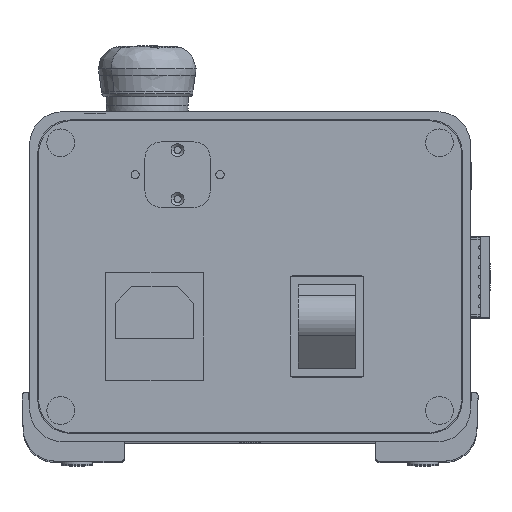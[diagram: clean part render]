
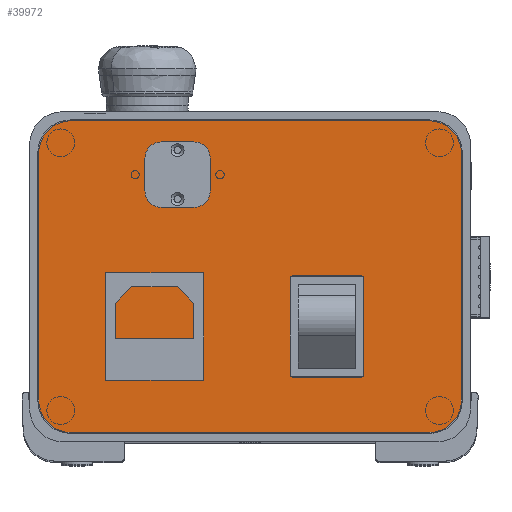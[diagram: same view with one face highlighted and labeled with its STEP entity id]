
A CAD part, top view. The second image highlights one B-rep face of the part: STEP entity #39972.
In plain terms, the highlighted planar face has unit normal (0, 0, 1).
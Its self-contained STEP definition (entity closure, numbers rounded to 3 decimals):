
#239 = CARTESIAN_POINT ( 'NONE',  ( 64.138, -38.362, 427.5 ) ) ;
#300 = DIRECTION ( 'NONE',  ( 0., 0., -1. ) ) ;
#1516 = CARTESIAN_POINT ( 'NONE',  ( 74.138, 47.138, 427.5 ) ) ;
#2124 = VERTEX_POINT ( 'NONE', #41559 ) ;
#2555 = ORIENTED_EDGE ( 'NONE', *, *, #17193, .T. ) ;
#2630 = LINE ( 'NONE', #30029, #37120 ) ;
#2999 = CARTESIAN_POINT ( 'NONE',  ( -45.362, 57.138, 427.5 ) ) ;
#3332 = ORIENTED_EDGE ( 'NONE', *, *, #22326, .T. ) ;
#3549 = CARTESIAN_POINT ( 'NONE',  ( -2.812, 45.638, 427.5 ) ) ;
#3574 = AXIS2_PLACEMENT_3D ( 'NONE', #24022, #21247, #24903 ) ;
#3604 = CARTESIAN_POINT ( 'NONE',  ( -7.812, 45.638, 427.5 ) ) ;
#4773 = EDGE_CURVE ( 'NONE', #35231, #10150, #34519, .T. ) ;
#5026 = EDGE_CURVE ( 'NONE', #28209, #22194, #24088, .T. ) ;
#5080 = FACE_BOUND ( 'NONE', #29919, .T. ) ;
#6805 = AXIS2_PLACEMENT_3D ( 'NONE', #12558, #38671, #32286 ) ;
#7250 = PLANE ( 'NONE',  #3574 ) ;
#7813 = CIRCLE ( 'NONE', #36406, 10. ) ;
#7874 = CARTESIAN_POINT ( 'NONE',  ( 64.138, -28.362, 427.5 ) ) ;
#8224 = EDGE_CURVE ( 'NONE', #22194, #2124, #11345, .T. ) ;
#9044 = VECTOR ( 'NONE', #22652, 1000. ) ;
#9181 = LINE ( 'NONE', #34103, #17459 ) ;
#9184 = EDGE_CURVE ( 'NONE', #38086, #37168, #31630, .T. ) ;
#9405 = CARTESIAN_POINT ( 'NONE',  ( -45.362, -38.362, 427.5 ) ) ;
#10150 = VERTEX_POINT ( 'NONE', #42509 ) ;
#10399 = DIRECTION ( 'NONE',  ( 0., 0., -1. ) ) ;
#10660 = ORIENTED_EDGE ( 'NONE', *, *, #11910, .T. ) ;
#11345 = CIRCLE ( 'NONE', #29912, 10. ) ;
#11594 = ORIENTED_EDGE ( 'NONE', *, *, #16037, .T. ) ;
#11653 = AXIS2_PLACEMENT_3D ( 'NONE', #42068, #15522, #35073 ) ;
#11908 = CARTESIAN_POINT ( 'NONE',  ( -45.362, -28.362, 427.5 ) ) ;
#11910 = EDGE_CURVE ( 'NONE', #42238, #17023, #29893, .T. ) ;
#12037 = EDGE_CURVE ( 'NONE', #10150, #34257, #31969, .T. ) ;
#12140 = ORIENTED_EDGE ( 'NONE', *, *, #22449, .T. ) ;
#12261 = ORIENTED_EDGE ( 'NONE', *, *, #43228, .T. ) ;
#12558 = CARTESIAN_POINT ( 'NONE',  ( 64.138, 47.138, 427.5 ) ) ;
#12559 = ORIENTED_EDGE ( 'NONE', *, *, #4773, .T. ) ;
#13040 = DIRECTION ( 'NONE',  ( -1., 0., 0. ) ) ;
#13322 = LINE ( 'NONE', #17841, #30027 ) ;
#13533 = DIRECTION ( 'NONE',  ( 1., 0., 0. ) ) ;
#13688 = VECTOR ( 'NONE', #42773, 1000. ) ;
#14836 = DIRECTION ( 'NONE',  ( 0., 0., 1. ) ) ;
#15210 = VECTOR ( 'NONE', #13040, 1000. ) ;
#15522 = DIRECTION ( 'NONE',  ( 0., 0., -1. ) ) ;
#15532 = ORIENTED_EDGE ( 'NONE', *, *, #5026, .T. ) ;
#15762 = VERTEX_POINT ( 'NONE', #39741 ) ;
#16037 = EDGE_CURVE ( 'NONE', #2124, #38086, #13322, .T. ) ;
#16429 = LINE ( 'NONE', #1516, #24294 ) ;
#17023 = VERTEX_POINT ( 'NONE', #30149 ) ;
#17113 = EDGE_CURVE ( 'NONE', #34257, #15762, #41515, .T. ) ;
#17193 = EDGE_CURVE ( 'NONE', #37168, #21754, #9181, .T. ) ;
#17459 = VECTOR ( 'NONE', #24323, 1000. ) ;
#17841 = CARTESIAN_POINT ( 'NONE',  ( -55.362, 47.138, 427.5 ) ) ;
#19245 = CIRCLE ( 'NONE', #39156, 5. ) ;
#19348 = DIRECTION ( 'NONE',  ( -1., 0., 0. ) ) ;
#19423 = CARTESIAN_POINT ( 'NONE',  ( -22.812, 47.138, 427.5 ) ) ;
#19688 = VERTEX_POINT ( 'NONE', #26297 ) ;
#19743 = EDGE_CURVE ( 'NONE', #19688, #42238, #21507, .T. ) ;
#19985 = DIRECTION ( 'NONE',  ( -1., 0., 0. ) ) ;
#20368 = CARTESIAN_POINT ( 'NONE',  ( -17.812, 45.638, 427.5 ) ) ;
#20503 = ORIENTED_EDGE ( 'NONE', *, *, #19743, .T. ) ;
#20600 = CARTESIAN_POINT ( 'NONE',  ( 64.138, 57.138, 427.5 ) ) ;
#20975 = AXIS2_PLACEMENT_3D ( 'NONE', #11908, #36096, #40029 ) ;
#21247 = DIRECTION ( 'NONE',  ( 0., 0., 1. ) ) ;
#21446 = DIRECTION ( 'NONE',  ( 0., 1., 0. ) ) ;
#21507 = CIRCLE ( 'NONE', #36251, 5. ) ;
#21643 = CARTESIAN_POINT ( 'NONE',  ( -17.812, 30.638, 427.5 ) ) ;
#21754 = VERTEX_POINT ( 'NONE', #239 ) ;
#22194 = VERTEX_POINT ( 'NONE', #2999 ) ;
#22326 = EDGE_CURVE ( 'NONE', #17023, #39615, #19245, .T. ) ;
#22387 = EDGE_LOOP ( 'NONE', ( #12261, #15532, #26110, #11594, #24108, #2555, #12140, #22534 ) ) ;
#22449 = EDGE_CURVE ( 'NONE', #21754, #34625, #7813, .T. ) ;
#22534 = ORIENTED_EDGE ( 'NONE', *, *, #24694, .T. ) ;
#22652 = DIRECTION ( 'NONE',  ( 0., -1., 0. ) ) ;
#23038 = DIRECTION ( 'NONE',  ( 0., 0., 1. ) ) ;
#23656 = CIRCLE ( 'NONE', #6805, 10. ) ;
#24022 = CARTESIAN_POINT ( 'NONE',  ( -45.362, 47.138, 427.5 ) ) ;
#24057 = CARTESIAN_POINT ( 'NONE',  ( -7.812, 35.638, 427.5 ) ) ;
#24088 = LINE ( 'NONE', #36938, #15210 ) ;
#24108 = ORIENTED_EDGE ( 'NONE', *, *, #9184, .T. ) ;
#24294 = VECTOR ( 'NONE', #21446, 1000. ) ;
#24323 = DIRECTION ( 'NONE',  ( 1., 0., 0. ) ) ;
#24694 = EDGE_CURVE ( 'NONE', #34625, #38546, #16429, .T. ) ;
#24903 = DIRECTION ( 'NONE',  ( 1., 0., 0. ) ) ;
#26110 = ORIENTED_EDGE ( 'NONE', *, *, #8224, .T. ) ;
#26297 = CARTESIAN_POINT ( 'NONE',  ( -7.812, 50.638, 427.5 ) ) ;
#26411 = CARTESIAN_POINT ( 'NONE',  ( -45.362, 47.138, 427.5 ) ) ;
#27161 = DIRECTION ( 'NONE',  ( -1., 0., 0. ) ) ;
#28209 = VERTEX_POINT ( 'NONE', #20600 ) ;
#28530 = ORIENTED_EDGE ( 'NONE', *, *, #39628, .T. ) ;
#28567 = CARTESIAN_POINT ( 'NONE',  ( -55.362, -28.362, 427.5 ) ) ;
#29191 = LINE ( 'NONE', #39354, #32846 ) ;
#29735 = DIRECTION ( 'NONE',  ( -1., 0., 0. ) ) ;
#29893 = LINE ( 'NONE', #36196, #9044 ) ;
#29912 = AXIS2_PLACEMENT_3D ( 'NONE', #26411, #23038, #29735 ) ;
#29919 = EDGE_LOOP ( 'NONE', ( #28530, #12559, #39673, #41582, #30528, #20503, #10660, #3332 ) ) ;
#30027 = VECTOR ( 'NONE', #42045, 1000. ) ;
#30029 = CARTESIAN_POINT ( 'NONE',  ( -45.362, 50.638, 427.5 ) ) ;
#30149 = CARTESIAN_POINT ( 'NONE',  ( -2.812, 35.638, 427.5 ) ) ;
#30528 = ORIENTED_EDGE ( 'NONE', *, *, #37848, .T. ) ;
#31078 = DIRECTION ( 'NONE',  ( 0., 0., -1. ) ) ;
#31210 = CARTESIAN_POINT ( 'NONE',  ( 74.138, -28.362, 427.5 ) ) ;
#31359 = DIRECTION ( 'NONE',  ( -1., 0., 0. ) ) ;
#31630 = CIRCLE ( 'NONE', #20975, 10. ) ;
#31969 = LINE ( 'NONE', #19423, #13688 ) ;
#32286 = DIRECTION ( 'NONE',  ( -1., 0., 0. ) ) ;
#32413 = CARTESIAN_POINT ( 'NONE',  ( -22.812, 45.638, 427.5 ) ) ;
#32803 = CARTESIAN_POINT ( 'NONE',  ( -7.812, 30.638, 427.5 ) ) ;
#32846 = VECTOR ( 'NONE', #19348, 1000. ) ;
#34103 = CARTESIAN_POINT ( 'NONE',  ( -45.362, -38.362, 427.5 ) ) ;
#34257 = VERTEX_POINT ( 'NONE', #32413 ) ;
#34519 = CIRCLE ( 'NONE', #11653, 5. ) ;
#34625 = VERTEX_POINT ( 'NONE', #31210 ) ;
#35073 = DIRECTION ( 'NONE',  ( -1., 0., 0. ) ) ;
#35231 = VERTEX_POINT ( 'NONE', #21643 ) ;
#36096 = DIRECTION ( 'NONE',  ( 0., 0., 1. ) ) ;
#36196 = CARTESIAN_POINT ( 'NONE',  ( -2.812, 47.138, 427.5 ) ) ;
#36251 = AXIS2_PLACEMENT_3D ( 'NONE', #3604, #10399, #19985 ) ;
#36406 = AXIS2_PLACEMENT_3D ( 'NONE', #7874, #14836, #31359 ) ;
#36938 = CARTESIAN_POINT ( 'NONE',  ( -45.362, 57.138, 427.5 ) ) ;
#37120 = VECTOR ( 'NONE', #13533, 1000. ) ;
#37168 = VERTEX_POINT ( 'NONE', #9405 ) ;
#37564 = DIRECTION ( 'NONE',  ( -1., 0., 0. ) ) ;
#37848 = EDGE_CURVE ( 'NONE', #15762, #19688, #2630, .T. ) ;
#37865 = AXIS2_PLACEMENT_3D ( 'NONE', #20368, #300, #37564 ) ;
#38086 = VERTEX_POINT ( 'NONE', #28567 ) ;
#38546 = VERTEX_POINT ( 'NONE', #43103 ) ;
#38671 = DIRECTION ( 'NONE',  ( 0., 0., 1. ) ) ;
#39156 = AXIS2_PLACEMENT_3D ( 'NONE', #24057, #31078, #27161 ) ;
#39354 = CARTESIAN_POINT ( 'NONE',  ( -45.362, 30.638, 427.5 ) ) ;
#39564 = FACE_OUTER_BOUND ( 'NONE', #22387, .T. ) ;
#39615 = VERTEX_POINT ( 'NONE', #32803 ) ;
#39628 = EDGE_CURVE ( 'NONE', #39615, #35231, #29191, .T. ) ;
#39673 = ORIENTED_EDGE ( 'NONE', *, *, #12037, .T. ) ;
#39741 = CARTESIAN_POINT ( 'NONE',  ( -17.812, 50.638, 427.5 ) ) ;
#39972 = ADVANCED_FACE ( 'NONE', ( #5080, #39564 ), #7250, .T. ) ;
#40029 = DIRECTION ( 'NONE',  ( -1., 0., 0. ) ) ;
#41515 = CIRCLE ( 'NONE', #37865, 5. ) ;
#41559 = CARTESIAN_POINT ( 'NONE',  ( -55.362, 47.138, 427.5 ) ) ;
#41582 = ORIENTED_EDGE ( 'NONE', *, *, #17113, .T. ) ;
#42045 = DIRECTION ( 'NONE',  ( 0., -1., 0. ) ) ;
#42068 = CARTESIAN_POINT ( 'NONE',  ( -17.812, 35.638, 427.5 ) ) ;
#42238 = VERTEX_POINT ( 'NONE', #3549 ) ;
#42509 = CARTESIAN_POINT ( 'NONE',  ( -22.812, 35.638, 427.5 ) ) ;
#42773 = DIRECTION ( 'NONE',  ( 0., 1., 0. ) ) ;
#43103 = CARTESIAN_POINT ( 'NONE',  ( 74.138, 47.138, 427.5 ) ) ;
#43228 = EDGE_CURVE ( 'NONE', #38546, #28209, #23656, .T. ) ;
